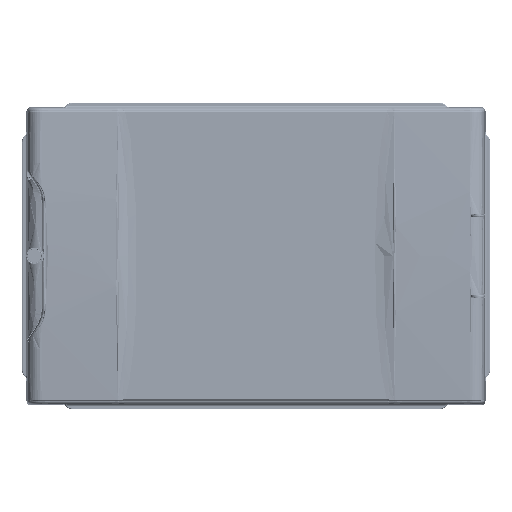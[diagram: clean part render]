
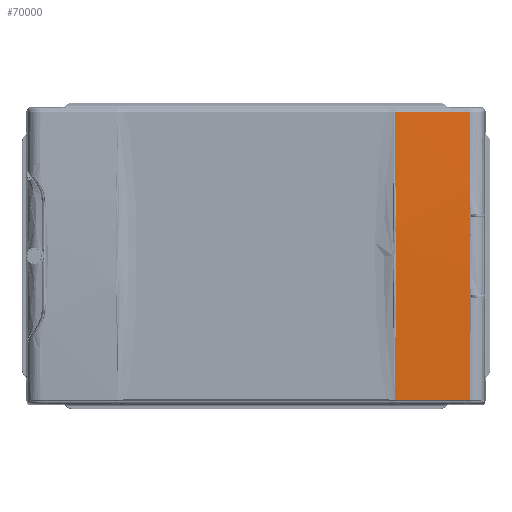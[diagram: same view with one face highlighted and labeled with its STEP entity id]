
A CAD part, top view. The second image highlights one B-rep face of the part: STEP entity #70000.
In plain terms, the highlighted free-form (B-spline) face has degree [3, 3] with [4, 7] control points.
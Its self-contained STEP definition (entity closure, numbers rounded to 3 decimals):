
#7109 = CARTESIAN_POINT ( 'NONE',  ( 132.903, 137.495, 127.602 ) ) ;
#11265 = B_SPLINE_SURFACE_WITH_KNOTS ( 'NONE', 3, 3, ( 
 ( #129413, #404264, #298700, #197601, #28362, #267860, #232724 ),
 ( #131601, #30491, #195447, #228415, #435122, #160282, #362658 ),
 ( #402071, #360451, #263546, #366944, #369132, #162423, #65635 ),
 ( #26191, #399954, #59146, #199749, #296539, #63497, #333866 ) ),
 .UNSPECIFIED., .F., .F., .F.,
 ( 4, 4 ),
 ( 4, 3, 4 ),
 ( 0.76, 1. ),
 ( 0.015, 0.5, 0.985 ),
 .UNSPECIFIED. ) ;
#13570 = CARTESIAN_POINT ( 'NONE',  ( 133.247, 114.601, 128.864 ) ) ;
#17875 = CARTESIAN_POINT ( 'NONE',  ( 132.903, -137.495, 127.602 ) ) ;
#26191 = CARTESIAN_POINT ( 'NONE',  ( 204.384, -139.144, 127.403 ) ) ;
#28231 = CARTESIAN_POINT ( 'NONE',  ( 132.968, -134.635, 127.773 ) ) ;
#28362 = CARTESIAN_POINT ( 'NONE',  ( 132.474, 46.404, 131.71 ) ) ;
#30491 = CARTESIAN_POINT ( 'NONE',  ( 156.444, -92.829, 130.283 ) ) ;
#32822 = VERTEX_POINT ( 'NONE', #177078 ) ;
#40487 = EDGE_CURVE ( 'NONE', #32822, #294222, #110118, .T. ) ;
#42242 = CARTESIAN_POINT ( 'NONE',  ( 133.715, 22.931, 131.709 ) ) ;
#44359 = CARTESIAN_POINT ( 'NONE',  ( 133.143, -123.188, 128.415 ) ) ;
#59146 = CARTESIAN_POINT ( 'NONE',  ( 204.384, -46.402, 131.61 ) ) ;
#63497 = CARTESIAN_POINT ( 'NONE',  ( 204.384, 92.826, 130.206 ) ) ;
#65635 = CARTESIAN_POINT ( 'NONE',  ( 180.414, 139.147, 127.447 ) ) ;
#70000 = ADVANCED_FACE ( 'NONE', ( #98626 ), #11265, .T. ) ;
#75269 = CARTESIAN_POINT ( 'NONE',  ( 133.671, 45.863, 131.366 ) ) ;
#79494 = CARTESIAN_POINT ( 'NONE',  ( 204.384, 137.496, 127.502 ) ) ;
#98626 = FACE_OUTER_BOUND ( 'NONE', #350821, .T. ) ;
#98849 = EDGE_CURVE ( 'NONE', #294222, #251734, #268658, .T. ) ;
#108153 = CARTESIAN_POINT ( 'NONE',  ( 133.302, 108.875, 129.142 ) ) ;
#109039 = B_SPLINE_CURVE_WITH_KNOTS ( 'NONE', 3,
 ( #429534, #128148, #262269, #139014 ),
 .UNSPECIFIED., .F., .F.,
 ( 4, 4 ),
 ( 0., 1. ),
 .UNSPECIFIED. ) ;
#110118 = B_SPLINE_CURVE_WITH_KNOTS ( 'NONE', 3,
 ( #391740, #147728, #281841, #385250 ),
 .UNSPECIFIED., .F., .F.,
 ( 4, 4 ),
 ( 0., 1. ),
 .UNSPECIFIED. ) ;
#112477 = CARTESIAN_POINT ( 'NONE',  ( 204.384, -45.852, 131.61 ) ) ;
#116804 = CARTESIAN_POINT ( 'NONE',  ( 132.968, 134.635, 127.773 ) ) ;
#128148 = CARTESIAN_POINT ( 'NONE',  ( 180.727, 137.496, 127.545 ) ) ;
#129413 = CARTESIAN_POINT ( 'NONE',  ( 132.474, -139.15, 127.503 ) ) ;
#131601 = CARTESIAN_POINT ( 'NONE',  ( 156.444, -139.149, 127.48 ) ) ;
#139014 = CARTESIAN_POINT ( 'NONE',  ( 132.903, 137.495, 127.602 ) ) ;
#141169 = CARTESIAN_POINT ( 'NONE',  ( 133.105, 126.05, 128.259 ) ) ;
#147728 = CARTESIAN_POINT ( 'NONE',  ( 156.9, -137.496, 127.579 ) ) ;
#153840 = ORIENTED_EDGE ( 'NONE', *, *, #98849, .T. ) ;
#160282 = CARTESIAN_POINT ( 'NONE',  ( 156.444, 92.829, 130.283 ) ) ;
#162423 = CARTESIAN_POINT ( 'NONE',  ( 180.414, 92.828, 130.25 ) ) ;
#172737 = ORIENTED_EDGE ( 'NONE', *, *, #395622, .T. ) ;
#173538 = EDGE_CURVE ( 'NONE', #322070, #32822, #319859, .T. ) ;
#176317 = CARTESIAN_POINT ( 'NONE',  ( 133.446, -91.695, 129.912 ) ) ;
#177078 = CARTESIAN_POINT ( 'NONE',  ( 132.903, -137.495, 127.602 ) ) ;
#193286 = ORIENTED_EDGE ( 'NONE', *, *, #40487, .T. ) ;
#195447 = CARTESIAN_POINT ( 'NONE',  ( 156.444, -46.404, 131.687 ) ) ;
#197601 = CARTESIAN_POINT ( 'NONE',  ( 132.474, 0., 131.71 ) ) ;
#199749 = CARTESIAN_POINT ( 'NONE',  ( 204.384, 0., 131.61 ) ) ;
#209351 = CARTESIAN_POINT ( 'NONE',  ( 133.715, -22.933, 131.709 ) ) ;
#211492 = CARTESIAN_POINT ( 'NONE',  ( 133.302, -108.876, 129.142 ) ) ;
#217975 = CARTESIAN_POINT ( 'NONE',  ( 133.017, -131.773, 127.939 ) ) ;
#228415 = CARTESIAN_POINT ( 'NONE',  ( 156.444, 0., 131.687 ) ) ;
#232724 = CARTESIAN_POINT ( 'NONE',  ( 132.474, 139.15, 127.503 ) ) ;
#242270 = CARTESIAN_POINT ( 'NONE',  ( 133.446, 91.695, 129.912 ) ) ;
#246575 = CARTESIAN_POINT ( 'NONE',  ( 204.384, 45.852, 131.61 ) ) ;
#251734 = VERTEX_POINT ( 'NONE', #342048 ) ;
#262269 = CARTESIAN_POINT ( 'NONE',  ( 156.9, 137.496, 127.579 ) ) ;
#263546 = CARTESIAN_POINT ( 'NONE',  ( 180.414, -46.403, 131.654 ) ) ;
#267860 = CARTESIAN_POINT ( 'NONE',  ( 132.474, 92.83, 130.306 ) ) ;
#268658 = B_SPLINE_CURVE_WITH_KNOTS ( 'NONE', 3,
 ( #279591, #413820, #112477, #246575, #380807, #79494 ),
 .UNSPECIFIED., .F., .F.,
 ( 4, 2, 4 ),
 ( 0.02, 0.5, 0.98 ),
 .UNSPECIFIED. ) ;
#269443 = ORIENTED_EDGE ( 'NONE', *, *, #173538, .T. ) ;
#279591 = CARTESIAN_POINT ( 'NONE',  ( 204.384, -137.496, 127.502 ) ) ;
#280784 = CARTESIAN_POINT ( 'NONE',  ( 132.903, 137.495, 127.602 ) ) ;
#281841 = CARTESIAN_POINT ( 'NONE',  ( 180.727, -137.496, 127.545 ) ) ;
#294222 = VERTEX_POINT ( 'NONE', #316135 ) ;
#296539 = CARTESIAN_POINT ( 'NONE',  ( 204.384, 46.402, 131.61 ) ) ;
#298700 = CARTESIAN_POINT ( 'NONE',  ( 132.474, -46.404, 131.71 ) ) ;
#314794 = CARTESIAN_POINT ( 'NONE',  ( 133.143, 123.188, 128.415 ) ) ;
#316135 = CARTESIAN_POINT ( 'NONE',  ( 204.384, -137.496, 127.502 ) ) ;
#319859 = B_SPLINE_CURVE_WITH_KNOTS ( 'NONE', 3,
 ( #7109, #116804, #347779, #141169, #314794, #13570, #108153, #242270, #376524, #75269, #42242, #209351, #343485, #378682, #176317, #211492, #345611, #44359, #395441, #217975, #28231, #17875 ),
 .UNSPECIFIED., .F., .F.,
 ( 4, 2, 2, 2, 2, 2, 2, 2, 2, 2, 4 ),
 ( 0.001, 0.01, 0.018, 0.036, 0.07, 0.139, 0.208, 0.242, 0.259, 0.268, 0.276 ),
 .UNSPECIFIED. ) ;
#322070 = VERTEX_POINT ( 'NONE', #280784 ) ;
#333866 = CARTESIAN_POINT ( 'NONE',  ( 204.384, 139.144, 127.403 ) ) ;
#342048 = CARTESIAN_POINT ( 'NONE',  ( 204.384, 137.496, 127.502 ) ) ;
#343485 = CARTESIAN_POINT ( 'NONE',  ( 133.671, -45.859, 131.366 ) ) ;
#345611 = CARTESIAN_POINT ( 'NONE',  ( 133.247, -114.601, 128.864 ) ) ;
#347779 = CARTESIAN_POINT ( 'NONE',  ( 133.017, 131.773, 127.939 ) ) ;
#350821 = EDGE_LOOP ( 'NONE', ( #269443, #193286, #153840, #172737 ) ) ;
#360451 = CARTESIAN_POINT ( 'NONE',  ( 180.414, -92.828, 130.25 ) ) ;
#362658 = CARTESIAN_POINT ( 'NONE',  ( 156.444, 139.149, 127.48 ) ) ;
#366944 = CARTESIAN_POINT ( 'NONE',  ( 180.414, 0., 131.654 ) ) ;
#369132 = CARTESIAN_POINT ( 'NONE',  ( 180.414, 46.403, 131.654 ) ) ;
#376524 = CARTESIAN_POINT ( 'NONE',  ( 133.513, 80.239, 130.339 ) ) ;
#378682 = CARTESIAN_POINT ( 'NONE',  ( 133.513, -80.237, 130.339 ) ) ;
#380807 = CARTESIAN_POINT ( 'NONE',  ( 204.384, 91.725, 130.239 ) ) ;
#385250 = CARTESIAN_POINT ( 'NONE',  ( 204.384, -137.496, 127.502 ) ) ;
#391740 = CARTESIAN_POINT ( 'NONE',  ( 132.903, -137.495, 127.602 ) ) ;
#395441 = CARTESIAN_POINT ( 'NONE',  ( 133.105, -126.05, 128.259 ) ) ;
#395622 = EDGE_CURVE ( 'NONE', #251734, #322070, #109039, .T. ) ;
#399954 = CARTESIAN_POINT ( 'NONE',  ( 204.384, -92.826, 130.206 ) ) ;
#402071 = CARTESIAN_POINT ( 'NONE',  ( 180.414, -139.147, 127.447 ) ) ;
#404264 = CARTESIAN_POINT ( 'NONE',  ( 132.474, -92.83, 130.306 ) ) ;
#413820 = CARTESIAN_POINT ( 'NONE',  ( 204.384, -91.725, 130.239 ) ) ;
#429534 = CARTESIAN_POINT ( 'NONE',  ( 204.384, 137.496, 127.502 ) ) ;
#435122 = CARTESIAN_POINT ( 'NONE',  ( 156.444, 46.404, 131.687 ) ) ;
